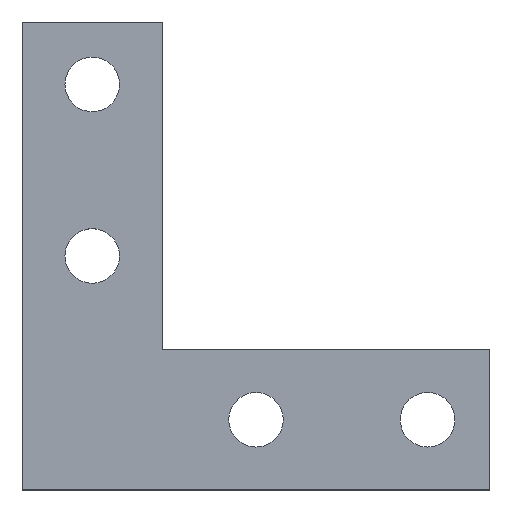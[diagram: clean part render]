
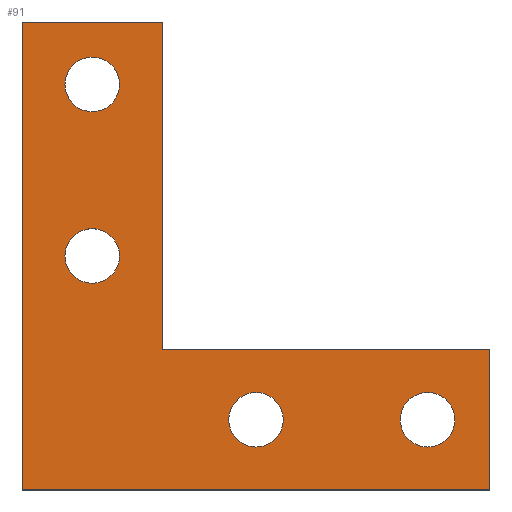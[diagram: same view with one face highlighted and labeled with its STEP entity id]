
A CAD part, top view. The second image highlights one B-rep face of the part: STEP entity #91.
In plain terms, the highlighted planar face has unit normal (0, 0, 1).
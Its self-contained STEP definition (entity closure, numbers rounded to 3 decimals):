
#5 = DIRECTION ( 'NONE',  ( 1., 0., 0. ) ) ;
#13 = VERTEX_POINT ( 'NONE', #549 ) ;
#14 = CARTESIAN_POINT ( 'NONE',  ( 55.5, 9., 2.5 ) ) ;
#18 = VERTEX_POINT ( 'NONE', #577 ) ;
#25 = LINE ( 'NONE', #77, #337 ) ;
#30 = CIRCLE ( 'NONE', #564, 3.5 ) ;
#44 = ORIENTED_EDGE ( 'NONE', *, *, #194, .T. ) ;
#46 = EDGE_LOOP ( 'NONE', ( #44, #464, #561, #197, #488, #308 ) ) ;
#48 = AXIS2_PLACEMENT_3D ( 'NONE', #146, #97, #510 ) ;
#53 = CARTESIAN_POINT ( 'NONE',  ( 60., 18., 2.5 ) ) ;
#54 = VERTEX_POINT ( 'NONE', #459 ) ;
#62 = DIRECTION ( 'NONE',  ( 1., 0., 0. ) ) ;
#64 = DIRECTION ( 'NONE',  ( 1., 0., 0. ) ) ;
#67 = AXIS2_PLACEMENT_3D ( 'NONE', #587, #370, #333 ) ;
#70 = CARTESIAN_POINT ( 'NONE',  ( 0., 0., 2.5 ) ) ;
#77 = CARTESIAN_POINT ( 'NONE',  ( 18., 18., 2.5 ) ) ;
#82 = DIRECTION ( 'NONE',  ( 1., 0., 0. ) ) ;
#83 = CARTESIAN_POINT ( 'NONE',  ( 52., 9., 2.5 ) ) ;
#91 = ADVANCED_FACE ( 'NONE', ( #445, #130, #165, #496, #169 ), #199, .T. ) ;
#97 = DIRECTION ( 'NONE',  ( 0., 0., 1. ) ) ;
#99 = DIRECTION ( 'NONE',  ( 1., 0., 0. ) ) ;
#103 = EDGE_CURVE ( 'NONE', #469, #526, #30, .T. ) ;
#113 = CIRCLE ( 'NONE', #593, 3.5 ) ;
#115 = EDGE_LOOP ( 'NONE', ( #303, #281 ) ) ;
#119 = VERTEX_POINT ( 'NONE', #310 ) ;
#125 = VECTOR ( 'NONE', #448, 1000. ) ;
#130 = FACE_BOUND ( 'NONE', #115, .T. ) ;
#132 = EDGE_CURVE ( 'NONE', #295, #256, #355, .T. ) ;
#133 = DIRECTION ( 'NONE',  ( 0., 0., 1. ) ) ;
#137 = CARTESIAN_POINT ( 'NONE',  ( 0., 60., 2.5 ) ) ;
#138 = ORIENTED_EDGE ( 'NONE', *, *, #591, .F. ) ;
#139 = CARTESIAN_POINT ( 'NONE',  ( 0., 60., 2.5 ) ) ;
#146 = CARTESIAN_POINT ( 'NONE',  ( 30., 9., 2.5 ) ) ;
#155 = LINE ( 'NONE', #388, #458 ) ;
#156 = EDGE_CURVE ( 'NONE', #429, #13, #113, .T. ) ;
#158 = DIRECTION ( 'NONE',  ( 0., 0., 1. ) ) ;
#162 = DIRECTION ( 'NONE',  ( 0., 0., 1. ) ) ;
#165 = FACE_OUTER_BOUND ( 'NONE', #46, .T. ) ;
#169 = FACE_BOUND ( 'NONE', #180, .T. ) ;
#172 = CIRCLE ( 'NONE', #594, 3.5 ) ;
#180 = EDGE_LOOP ( 'NONE', ( #138, #511 ) ) ;
#184 = CARTESIAN_POINT ( 'NONE',  ( 9., 30., 2.5 ) ) ;
#186 = ORIENTED_EDGE ( 'NONE', *, *, #365, .F. ) ;
#188 = DIRECTION ( 'NONE',  ( 0., 0., 1. ) ) ;
#194 = EDGE_CURVE ( 'NONE', #119, #295, #274, .T. ) ;
#196 = CARTESIAN_POINT ( 'NONE',  ( 9., 30., 2.5 ) ) ;
#197 = ORIENTED_EDGE ( 'NONE', *, *, #220, .T. ) ;
#199 = PLANE ( 'NONE',  #432 ) ;
#200 = EDGE_CURVE ( 'NONE', #250, #119, #25, .T. ) ;
#201 = AXIS2_PLACEMENT_3D ( 'NONE', #516, #188, #99 ) ;
#202 = AXIS2_PLACEMENT_3D ( 'NONE', #480, #349, #64 ) ;
#216 = DIRECTION ( 'NONE',  ( 0., 1., 0. ) ) ;
#220 = EDGE_CURVE ( 'NONE', #253, #598, #316, .T. ) ;
#229 = CARTESIAN_POINT ( 'NONE',  ( 60., 0., 2.5 ) ) ;
#237 = EDGE_LOOP ( 'NONE', ( #482, #186 ) ) ;
#243 = CARTESIAN_POINT ( 'NONE',  ( 12.5, 30., 2.5 ) ) ;
#248 = EDGE_LOOP ( 'NONE', ( #590, #383 ) ) ;
#250 = VERTEX_POINT ( 'NONE', #270 ) ;
#251 = CARTESIAN_POINT ( 'NONE',  ( 0., 0., 2.5 ) ) ;
#252 = CIRCLE ( 'NONE', #202, 3.5 ) ;
#253 = VERTEX_POINT ( 'NONE', #229 ) ;
#256 = VERTEX_POINT ( 'NONE', #541 ) ;
#267 = EDGE_CURVE ( 'NONE', #438, #576, #554, .T. ) ;
#270 = CARTESIAN_POINT ( 'NONE',  ( 18., 18., 2.5 ) ) ;
#271 = VECTOR ( 'NONE', #583, 1000. ) ;
#274 = LINE ( 'NONE', #408, #125 ) ;
#281 = ORIENTED_EDGE ( 'NONE', *, *, #409, .F. ) ;
#295 = VERTEX_POINT ( 'NONE', #139 ) ;
#303 = ORIENTED_EDGE ( 'NONE', *, *, #267, .F. ) ;
#308 = ORIENTED_EDGE ( 'NONE', *, *, #200, .T. ) ;
#310 = CARTESIAN_POINT ( 'NONE',  ( 18., 60., 2.5 ) ) ;
#316 = LINE ( 'NONE', #499, #415 ) ;
#322 = DIRECTION ( 'NONE',  ( 0., 1., 0. ) ) ;
#332 = VECTOR ( 'NONE', #394, 1000. ) ;
#333 = DIRECTION ( 'NONE',  ( 1., 0., 0. ) ) ;
#335 = CARTESIAN_POINT ( 'NONE',  ( 5.5, 52., 2.5 ) ) ;
#337 = VECTOR ( 'NONE', #322, 1000. ) ;
#338 = DIRECTION ( 'NONE',  ( -1., 0., 0. ) ) ;
#349 = DIRECTION ( 'NONE',  ( 0., 0., 1. ) ) ;
#355 = LINE ( 'NONE', #137, #271 ) ;
#361 = DIRECTION ( 'NONE',  ( 0., 0., 1. ) ) ;
#365 = EDGE_CURVE ( 'NONE', #54, #18, #493, .T. ) ;
#370 = DIRECTION ( 'NONE',  ( 0., 0., 1. ) ) ;
#383 = ORIENTED_EDGE ( 'NONE', *, *, #156, .F. ) ;
#388 = CARTESIAN_POINT ( 'NONE',  ( 60., 18., 2.5 ) ) ;
#394 = DIRECTION ( 'NONE',  ( 1., 0., 0. ) ) ;
#396 = CARTESIAN_POINT ( 'NONE',  ( 12.5, 52., 2.5 ) ) ;
#408 = CARTESIAN_POINT ( 'NONE',  ( 18., 60., 2.5 ) ) ;
#409 = EDGE_CURVE ( 'NONE', #576, #438, #470, .T. ) ;
#414 = DIRECTION ( 'NONE',  ( 1., 0., 0. ) ) ;
#415 = VECTOR ( 'NONE', #216, 1000. ) ;
#429 = VERTEX_POINT ( 'NONE', #243 ) ;
#432 = AXIS2_PLACEMENT_3D ( 'NONE', #70, #361, #5 ) ;
#433 = CARTESIAN_POINT ( 'NONE',  ( 30., 9., 2.5 ) ) ;
#434 = CIRCLE ( 'NONE', #565, 3.5 ) ;
#437 = LINE ( 'NONE', #251, #332 ) ;
#438 = VERTEX_POINT ( 'NONE', #335 ) ;
#439 = CARTESIAN_POINT ( 'NONE',  ( 48.5, 9., 2.5 ) ) ;
#445 = FACE_BOUND ( 'NONE', #237, .T. ) ;
#448 = DIRECTION ( 'NONE',  ( -1., 0., 0. ) ) ;
#456 = EDGE_CURVE ( 'NONE', #13, #429, #434, .T. ) ;
#458 = VECTOR ( 'NONE', #338, 1000. ) ;
#459 = CARTESIAN_POINT ( 'NONE',  ( 33.5, 9., 2.5 ) ) ;
#464 = ORIENTED_EDGE ( 'NONE', *, *, #132, .T. ) ;
#466 = EDGE_CURVE ( 'NONE', #18, #54, #172, .T. ) ;
#469 = VERTEX_POINT ( 'NONE', #14 ) ;
#470 = CIRCLE ( 'NONE', #201, 3.5 ) ;
#480 = CARTESIAN_POINT ( 'NONE',  ( 52., 9., 2.5 ) ) ;
#482 = ORIENTED_EDGE ( 'NONE', *, *, #466, .F. ) ;
#488 = ORIENTED_EDGE ( 'NONE', *, *, #548, .T. ) ;
#493 = CIRCLE ( 'NONE', #48, 3.5 ) ;
#496 = FACE_BOUND ( 'NONE', #248, .T. ) ;
#499 = CARTESIAN_POINT ( 'NONE',  ( 60., 0., 2.5 ) ) ;
#510 = DIRECTION ( 'NONE',  ( 1., 0., 0. ) ) ;
#511 = ORIENTED_EDGE ( 'NONE', *, *, #103, .F. ) ;
#516 = CARTESIAN_POINT ( 'NONE',  ( 9., 52., 2.5 ) ) ;
#526 = VERTEX_POINT ( 'NONE', #439 ) ;
#538 = EDGE_CURVE ( 'NONE', #256, #253, #437, .T. ) ;
#541 = CARTESIAN_POINT ( 'NONE',  ( 0., 0., 2.5 ) ) ;
#545 = DIRECTION ( 'NONE',  ( 0., 0., 1. ) ) ;
#548 = EDGE_CURVE ( 'NONE', #598, #250, #155, .T. ) ;
#549 = CARTESIAN_POINT ( 'NONE',  ( 5.5, 30., 2.5 ) ) ;
#554 = CIRCLE ( 'NONE', #67, 3.5 ) ;
#561 = ORIENTED_EDGE ( 'NONE', *, *, #538, .T. ) ;
#564 = AXIS2_PLACEMENT_3D ( 'NONE', #83, #133, #414 ) ;
#565 = AXIS2_PLACEMENT_3D ( 'NONE', #196, #158, #567 ) ;
#567 = DIRECTION ( 'NONE',  ( 1., 0., 0. ) ) ;
#576 = VERTEX_POINT ( 'NONE', #396 ) ;
#577 = CARTESIAN_POINT ( 'NONE',  ( 26.5, 9., 2.5 ) ) ;
#583 = DIRECTION ( 'NONE',  ( 0., -1., 0. ) ) ;
#587 = CARTESIAN_POINT ( 'NONE',  ( 9., 52., 2.5 ) ) ;
#590 = ORIENTED_EDGE ( 'NONE', *, *, #456, .F. ) ;
#591 = EDGE_CURVE ( 'NONE', #526, #469, #252, .T. ) ;
#593 = AXIS2_PLACEMENT_3D ( 'NONE', #184, #545, #82 ) ;
#594 = AXIS2_PLACEMENT_3D ( 'NONE', #433, #162, #62 ) ;
#598 = VERTEX_POINT ( 'NONE', #53 ) ;
